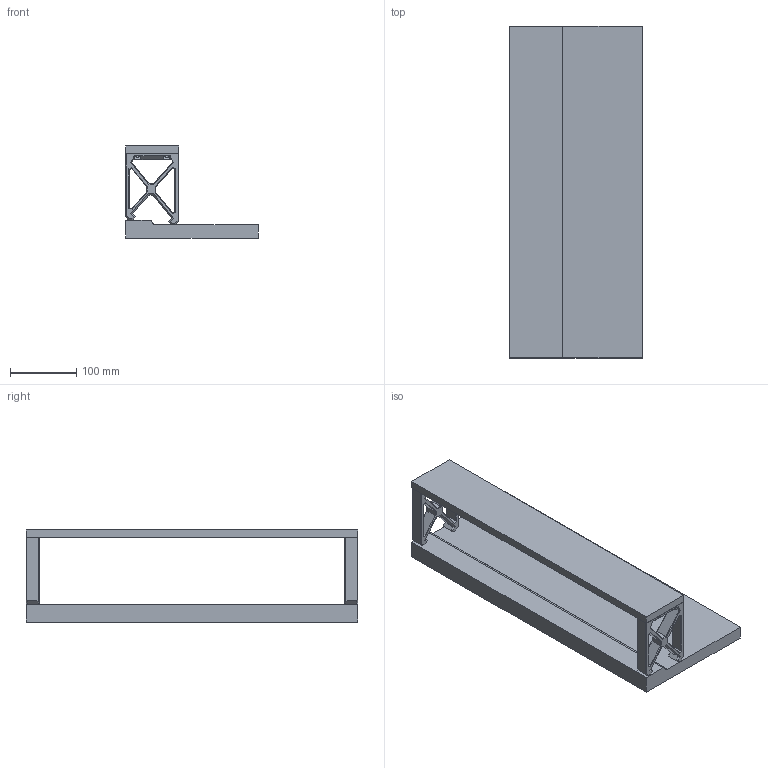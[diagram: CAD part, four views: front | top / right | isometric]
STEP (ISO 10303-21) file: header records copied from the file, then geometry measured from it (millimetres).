
FILE_DESCRIPTION(/* description */ ('','CAx-IF Rec.Pracs.---Representation and Presentation of Product Manufacturing Information (PMI)---4.0---2014-10-13'),/* implementation_level */ '2;1');
FILE_NAME(/* name */ 'Planty Shelf v4.step',/* time_stamp */ '2025-03-13T21:52:06Z',/* author */ (''),/* organization */ (''),/* preprocessor_version */ 'ST-DEVELOPER v20',/* originating_system */ 'Autodesk Translation Framework v13.20.0.188',/* authorisation */ '');
FILE_SCHEMA (('CONFIG_CONTROL_DESIGN','AUTOMOTIVE_DESIGN { 1 0 10303 214 3 1 1 }','FEATURE_BASED_PROCESS_PLANNING','TECHNICAL_DATA_PACKAGING','INTEGRATED_CNC_SCHEMA','AP242_MANAGED_MODEL_BASED_3D_ENGINEERING_MIM_LF { 1 0 10303 442 3 1 4 }','AP242_MANAGED_MODEL_BASED_3D_ENGINEERING_MIM_LF { 1 0 10303 442 1 1 4 }'));
Length unit declared in the file: millimetre
Products named in the file (3): Planty Shelf; Wood; Shelf Leg
Assembly tree (3 placements, depth 2):
  Planty Shelf
    Wood
    Shelf Leg  x2
Bounding box: 200 x 500 x 139 mm (x, y, z)
Volume: 2743839.3 mm3; surface area: 373184.8 mm2
Topology: 4 solids, 4 shells, 225 faces, 559 edges, 336 vertices
Faces by surface type: plane 211, cylinder 8, cone 6
Full cylindrical faces by diameter (mm): 4.5 x6
Entity records: 3548 total; most frequent: CARTESIAN_POINT 625, ORIENTED_EDGE 592, DIRECTION 561, EDGE_CURVE 296, LINE 271, VECTOR 271, VERTEX_POINT 179, AXIS2_PLACEMENT_3D 145
